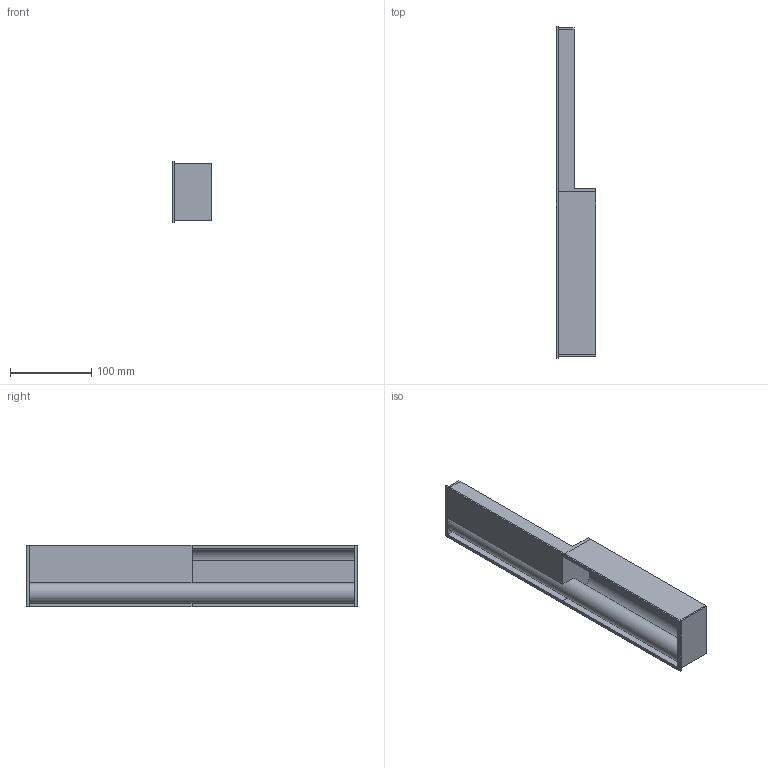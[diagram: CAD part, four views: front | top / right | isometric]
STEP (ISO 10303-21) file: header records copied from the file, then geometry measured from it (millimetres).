
FILE_DESCRIPTION (( 'STEP AP203' ), '1' );
FILE_NAME ('Poignée porte-Version 2-Usinage en plusieur parties.STEP', '2022-06-14T15:28:29', ( '' ), ( '' ), 'SwSTEP 2.0', 'SolidWorks 2021', '' );
FILE_SCHEMA (( 'CONFIG_CONTROL_DESIGN' ));
Length unit declared in the file: millimetre
Products named in the file (1): Poignée porte-Version 2-Usinage en plusieur parties
Bounding box: 48 x 408 x 75 mm (x, y, z)
Volume: 491611.5 mm3; surface area: 157224.5 mm2
Topology: 5 solids, 5 shells, 57 faces, 140 edges, 93 vertices
Faces by surface type: plane 54, cylinder 3
Full cylindrical faces by diameter (mm): 25 x1
Entity records: 1717 total; most frequent: CARTESIAN_POINT 290, ORIENTED_EDGE 278, DIRECTION 262, EDGE_CURVE 139, LINE 132, VECTOR 132, VERTEX_POINT 93, AXIS2_PLACEMENT_3D 65
